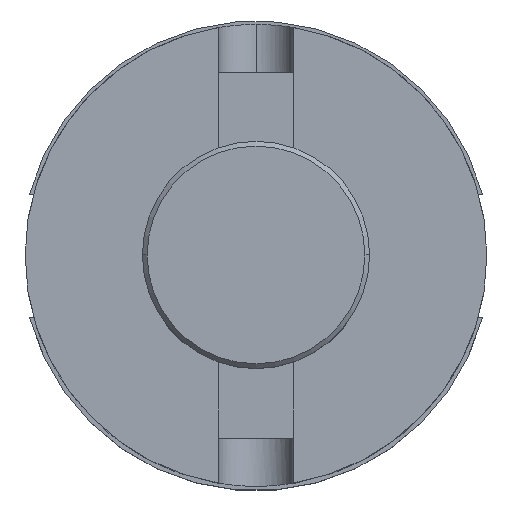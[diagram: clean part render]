
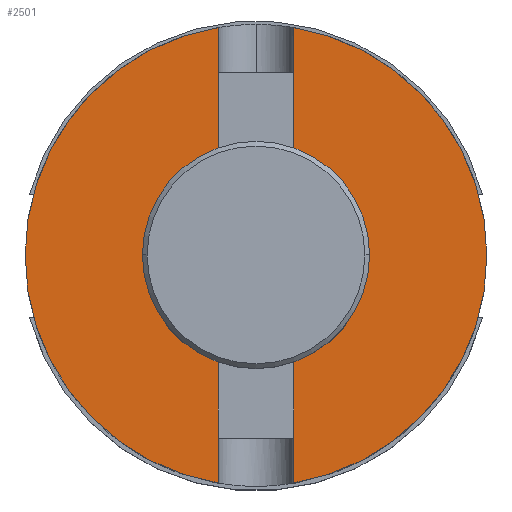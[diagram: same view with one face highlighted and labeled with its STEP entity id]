
A CAD part, top view. The second image highlights one B-rep face of the part: STEP entity #2501.
In plain terms, the highlighted planar face has unit normal (0, 0, 1).
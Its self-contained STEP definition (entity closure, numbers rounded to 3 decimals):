
#1 = CIRCLE ( 'NONE', #1880, 48.385 ) ;
#3 = CARTESIAN_POINT ( 'NONE',  ( -7.937, 48.385, 101.6 ) ) ;
#14 = AXIS2_PLACEMENT_3D ( 'NONE', #1002, #1810, #2400 ) ;
#15 = DIRECTION ( 'NONE',  ( 0., 0., 1. ) ) ;
#20 = CARTESIAN_POINT ( 'NONE',  ( -7.937, -47.729, 101.6 ) ) ;
#60 = ORIENTED_EDGE ( 'NONE', *, *, #978, .F. ) ;
#99 = DIRECTION ( 'NONE',  ( 0., 0., 1. ) ) ;
#116 = CARTESIAN_POINT ( 'NONE',  ( -7.937, -38.375, 101.6 ) ) ;
#121 = EDGE_CURVE ( 'NONE', #2054, #1292, #2333, .T. ) ;
#124 = VERTEX_POINT ( 'NONE', #2025 ) ;
#141 = CARTESIAN_POINT ( 'NONE',  ( 7.938, 49.212, 101.6 ) ) ;
#145 = DIRECTION ( 'NONE',  ( 0., -1., 0. ) ) ;
#167 = AXIS2_PLACEMENT_3D ( 'NONE', #2653, #15, #1425 ) ;
#185 = ORIENTED_EDGE ( 'NONE', *, *, #121, .T. ) ;
#187 = CARTESIAN_POINT ( 'NONE',  ( 7.937, -22.5, 101.6 ) ) ;
#233 = LINE ( 'NONE', #323, #623 ) ;
#304 = CARTESIAN_POINT ( 'NONE',  ( -7.937, -22.5, 101.6 ) ) ;
#319 = ORIENTED_EDGE ( 'NONE', *, *, #926, .T. ) ;
#323 = CARTESIAN_POINT ( 'NONE',  ( 7.938, -49.212, 101.6 ) ) ;
#340 = CARTESIAN_POINT ( 'NONE',  ( 7.938, 47.729, 101.6 ) ) ;
#356 = DIRECTION ( 'NONE',  ( 0., -1., 0. ) ) ;
#377 = ORIENTED_EDGE ( 'NONE', *, *, #2351, .F. ) ;
#435 = EDGE_CURVE ( 'NONE', #2091, #1484, #2602, .T. ) ;
#453 = VERTEX_POINT ( 'NONE', #892 ) ;
#479 = EDGE_CURVE ( 'NONE', #1657, #1429, #2012, .T. ) ;
#486 = ORIENTED_EDGE ( 'NONE', *, *, #1630, .F. ) ;
#500 = EDGE_CURVE ( 'NONE', #1484, #2091, #692, .T. ) ;
#539 = CARTESIAN_POINT ( 'NONE',  ( -7.937, 22.5, 101.6 ) ) ;
#546 = ORIENTED_EDGE ( 'NONE', *, *, #479, .F. ) ;
#569 = EDGE_CURVE ( 'NONE', #2343, #1169, #1698, .T. ) ;
#590 = ORIENTED_EDGE ( 'NONE', *, *, #1927, .T. ) ;
#597 = VERTEX_POINT ( 'NONE', #20 ) ;
#623 = VECTOR ( 'NONE', #1005, 1000. ) ;
#628 = CARTESIAN_POINT ( 'NONE',  ( 0., 0., 101.6 ) ) ;
#684 = LINE ( 'NONE', #2198, #1777 ) ;
#692 = CIRCLE ( 'NONE', #14, 19.05 ) ;
#724 = CARTESIAN_POINT ( 'NONE',  ( 48.385, 0., 101.6 ) ) ;
#727 = CARTESIAN_POINT ( 'NONE',  ( -48.385, 0., 101.6 ) ) ;
#781 = EDGE_CURVE ( 'NONE', #2477, #1295, #1073, .T. ) ;
#884 = DIRECTION ( 'NONE',  ( 1., 0., 0. ) ) ;
#892 = CARTESIAN_POINT ( 'NONE',  ( 7.937, -38.375, 101.6 ) ) ;
#926 = EDGE_CURVE ( 'NONE', #1292, #1429, #2562, .T. ) ;
#928 = VERTEX_POINT ( 'NONE', #187 ) ;
#959 = CARTESIAN_POINT ( 'NONE',  ( -7.937, 47.729, 101.6 ) ) ;
#965 = CARTESIAN_POINT ( 'NONE',  ( -7.937, 22.5, 101.6 ) ) ;
#978 = EDGE_CURVE ( 'NONE', #453, #928, #1604, .T. ) ;
#998 = CARTESIAN_POINT ( 'NONE',  ( 7.938, 22.5, 101.6 ) ) ;
#1002 = CARTESIAN_POINT ( 'NONE',  ( 0., 0., 101.6 ) ) ;
#1005 = DIRECTION ( 'NONE',  ( 0., 1., 0. ) ) ;
#1022 = AXIS2_PLACEMENT_3D ( 'NONE', #2206, #1609, #2620 ) ;
#1028 = DIRECTION ( 'NONE',  ( 0., 0., 1. ) ) ;
#1073 = CIRCLE ( 'NONE', #1508, 48.385 ) ;
#1101 = DIRECTION ( 'NONE',  ( 0., 0., 1. ) ) ;
#1110 = ORIENTED_EDGE ( 'NONE', *, *, #2212, .T. ) ;
#1126 = LINE ( 'NONE', #1533, #1503 ) ;
#1149 = ORIENTED_EDGE ( 'NONE', *, *, #500, .F. ) ;
#1169 = VERTEX_POINT ( 'NONE', #304 ) ;
#1203 = ORIENTED_EDGE ( 'NONE', *, *, #781, .T. ) ;
#1225 = DIRECTION ( 'NONE',  ( 0., 1., 0. ) ) ;
#1272 = EDGE_LOOP ( 'NONE', ( #486, #590, #185, #319, #546, #377, #1203, #1330, #2546, #1565, #1110, #60 ) ) ;
#1280 = VECTOR ( 'NONE', #145, 1000. ) ;
#1292 = VERTEX_POINT ( 'NONE', #340 ) ;
#1295 = VERTEX_POINT ( 'NONE', #727 ) ;
#1305 = DIRECTION ( 'NONE',  ( 1., 0., 0. ) ) ;
#1330 = ORIENTED_EDGE ( 'NONE', *, *, #1499, .T. ) ;
#1366 = CARTESIAN_POINT ( 'NONE',  ( 0., 0., 101.6 ) ) ;
#1425 = DIRECTION ( 'NONE',  ( 1., 0., 0. ) ) ;
#1429 = VERTEX_POINT ( 'NONE', #998 ) ;
#1468 = LINE ( 'NONE', #2177, #1280 ) ;
#1484 = VERTEX_POINT ( 'NONE', #2023 ) ;
#1499 = EDGE_CURVE ( 'NONE', #1295, #597, #2625, .T. ) ;
#1503 = VECTOR ( 'NONE', #2555, 1000. ) ;
#1507 = CARTESIAN_POINT ( 'NONE',  ( 0., 0., 101.6 ) ) ;
#1508 = AXIS2_PLACEMENT_3D ( 'NONE', #2506, #1694, #2057 ) ;
#1533 = CARTESIAN_POINT ( 'NONE',  ( -7.937, -22.5, 101.6 ) ) ;
#1565 = ORIENTED_EDGE ( 'NONE', *, *, #569, .T. ) ;
#1604 = LINE ( 'NONE', #1632, #2072 ) ;
#1609 = DIRECTION ( 'NONE',  ( 0., 0., 1. ) ) ;
#1630 = EDGE_CURVE ( 'NONE', #124, #453, #233, .T. ) ;
#1632 = CARTESIAN_POINT ( 'NONE',  ( 7.937, 48.385, 101.6 ) ) ;
#1641 = DIRECTION ( 'NONE',  ( 0., 1., 0. ) ) ;
#1657 = VERTEX_POINT ( 'NONE', #539 ) ;
#1694 = DIRECTION ( 'NONE',  ( 0., 0., 1. ) ) ;
#1698 = LINE ( 'NONE', #3, #2077 ) ;
#1750 = DIRECTION ( 'NONE',  ( 0., 1., 0. ) ) ;
#1777 = VECTOR ( 'NONE', #1750, 1000. ) ;
#1783 = AXIS2_PLACEMENT_3D ( 'NONE', #1366, #1101, #2518 ) ;
#1810 = DIRECTION ( 'NONE',  ( 0., 0., 1. ) ) ;
#1834 = ORIENTED_EDGE ( 'NONE', *, *, #435, .F. ) ;
#1880 = AXIS2_PLACEMENT_3D ( 'NONE', #1507, #99, #1305 ) ;
#1927 = EDGE_CURVE ( 'NONE', #124, #2054, #1, .T. ) ;
#1997 = PLANE ( 'NONE',  #1022 ) ;
#2012 = LINE ( 'NONE', #965, #2439 ) ;
#2023 = CARTESIAN_POINT ( 'NONE',  ( -19.05, 0., 101.6 ) ) ;
#2025 = CARTESIAN_POINT ( 'NONE',  ( 7.938, -47.729, 101.6 ) ) ;
#2054 = VERTEX_POINT ( 'NONE', #724 ) ;
#2057 = DIRECTION ( 'NONE',  ( 1., 0., 0. ) ) ;
#2072 = VECTOR ( 'NONE', #1225, 1000. ) ;
#2077 = VECTOR ( 'NONE', #1641, 1000. ) ;
#2091 = VERTEX_POINT ( 'NONE', #2182 ) ;
#2140 = EDGE_LOOP ( 'NONE', ( #1834, #1149 ) ) ;
#2177 = CARTESIAN_POINT ( 'NONE',  ( -7.937, 49.212, 101.6 ) ) ;
#2182 = CARTESIAN_POINT ( 'NONE',  ( 19.05, 0., 101.6 ) ) ;
#2198 = CARTESIAN_POINT ( 'NONE',  ( -7.937, -49.212, 101.6 ) ) ;
#2202 = FACE_OUTER_BOUND ( 'NONE', #1272, .T. ) ;
#2206 = CARTESIAN_POINT ( 'NONE',  ( 0., 48.385, 101.6 ) ) ;
#2212 = EDGE_CURVE ( 'NONE', #1169, #928, #1126, .T. ) ;
#2268 = FACE_BOUND ( 'NONE', #2140, .T. ) ;
#2333 = CIRCLE ( 'NONE', #2509, 48.385 ) ;
#2343 = VERTEX_POINT ( 'NONE', #116 ) ;
#2351 = EDGE_CURVE ( 'NONE', #2477, #1657, #1468, .T. ) ;
#2400 = DIRECTION ( 'NONE',  ( 1., 0., 0. ) ) ;
#2439 = VECTOR ( 'NONE', #884, 1000. ) ;
#2456 = DIRECTION ( 'NONE',  ( 1., 0., 0. ) ) ;
#2477 = VERTEX_POINT ( 'NONE', #959 ) ;
#2501 = ADVANCED_FACE ( 'NONE', ( #2202, #2268 ), #1997, .T. ) ;
#2506 = CARTESIAN_POINT ( 'NONE',  ( 0., 0., 101.6 ) ) ;
#2509 = AXIS2_PLACEMENT_3D ( 'NONE', #628, #1028, #2456 ) ;
#2518 = DIRECTION ( 'NONE',  ( 1., 0., 0. ) ) ;
#2546 = ORIENTED_EDGE ( 'NONE', *, *, #2642, .T. ) ;
#2555 = DIRECTION ( 'NONE',  ( 1., 0., 0. ) ) ;
#2562 = LINE ( 'NONE', #141, #2626 ) ;
#2602 = CIRCLE ( 'NONE', #1783, 19.05 ) ;
#2620 = DIRECTION ( 'NONE',  ( 1., 0., 0. ) ) ;
#2625 = CIRCLE ( 'NONE', #167, 48.385 ) ;
#2626 = VECTOR ( 'NONE', #356, 1000. ) ;
#2642 = EDGE_CURVE ( 'NONE', #597, #2343, #684, .T. ) ;
#2653 = CARTESIAN_POINT ( 'NONE',  ( 0., 0., 101.6 ) ) ;
